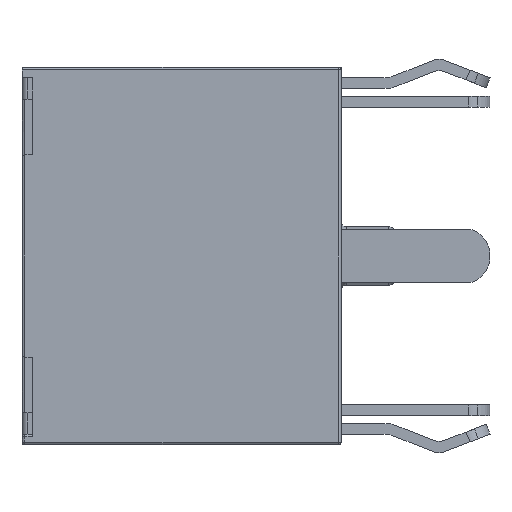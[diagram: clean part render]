
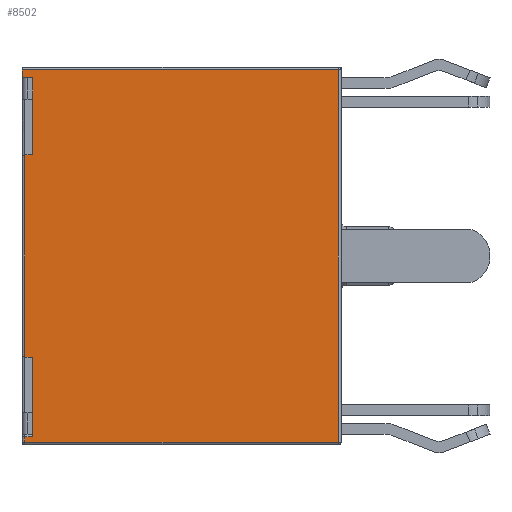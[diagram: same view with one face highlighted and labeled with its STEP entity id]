
A CAD part, left-side view. The second image highlights one B-rep face of the part: STEP entity #8502.
In plain terms, the highlighted planar face has unit normal (-1, 0, 0).
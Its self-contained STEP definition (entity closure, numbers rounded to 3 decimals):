
#66 = CARTESIAN_POINT ( 'NONE',  ( -15.1, -2.95, 3.55 ) ) ;
#127 = DIRECTION ( 'NONE',  ( -1., 0., 0. ) ) ;
#364 = ORIENTED_EDGE ( 'NONE', *, *, #6161, .F. ) ;
#420 = CARTESIAN_POINT ( 'NONE',  ( -15.1, 2.8, -1.903 ) ) ;
#778 = DIRECTION ( 'NONE',  ( 0., 0., 1. ) ) ;
#859 = VECTOR ( 'NONE', #11648, 1000. ) ;
#931 = CARTESIAN_POINT ( 'NONE',  ( -15.1, 0., 0. ) ) ;
#935 = VECTOR ( 'NONE', #10684, 1000. ) ;
#976 = DIRECTION ( 'NONE',  ( 0., 1., 0. ) ) ;
#1073 = CARTESIAN_POINT ( 'NONE',  ( -15.1, 2.95, 1.903 ) ) ;
#1526 = CARTESIAN_POINT ( 'NONE',  ( -15.1, -2.95, -3.5 ) ) ;
#1544 = ORIENTED_EDGE ( 'NONE', *, *, #8490, .T. ) ;
#1575 = CARTESIAN_POINT ( 'NONE',  ( -15.1, -2.95, 3.5 ) ) ;
#1580 = LINE ( 'NONE', #10379, #8675 ) ;
#1744 = DIRECTION ( 'NONE',  ( 0., 1., 0. ) ) ;
#1748 = LINE ( 'NONE', #8396, #9114 ) ;
#1822 = CARTESIAN_POINT ( 'NONE',  ( -15.1, 2.95, -3.5 ) ) ;
#1954 = LINE ( 'NONE', #6557, #2840 ) ;
#1962 = ORIENTED_EDGE ( 'NONE', *, *, #10729, .T. ) ;
#2076 = DIRECTION ( 'NONE',  ( 0., 0., 1. ) ) ;
#2212 = VECTOR ( 'NONE', #4079, 1000. ) ;
#2259 = CARTESIAN_POINT ( 'NONE',  ( -15.1, 2.8, 3.35 ) ) ;
#2340 = LINE ( 'NONE', #7454, #4615 ) ;
#2585 = CARTESIAN_POINT ( 'NONE',  ( -15.1, 3., -3.55 ) ) ;
#2633 = DIRECTION ( 'NONE',  ( 0., 0., -1. ) ) ;
#2743 = VERTEX_POINT ( 'NONE', #7025 ) ;
#2840 = VECTOR ( 'NONE', #778, 1000. ) ;
#2867 = EDGE_CURVE ( 'NONE', #3820, #2743, #3033, .T. ) ;
#2894 = CARTESIAN_POINT ( 'NONE',  ( -15.1, 2.95, -1.903 ) ) ;
#2940 = CARTESIAN_POINT ( 'NONE',  ( -15.1, 3., -3.4 ) ) ;
#3031 = VECTOR ( 'NONE', #4023, 1000. ) ;
#3033 = LINE ( 'NONE', #2585, #5600 ) ;
#3053 = CARTESIAN_POINT ( 'NONE',  ( -15.1, 3., 3.5 ) ) ;
#3096 = DIRECTION ( 'NONE',  ( 0., 1., 0. ) ) ;
#3131 = EDGE_CURVE ( 'NONE', #4281, #10170, #6070, .T. ) ;
#3212 = VERTEX_POINT ( 'NONE', #10611 ) ;
#3257 = VERTEX_POINT ( 'NONE', #4275 ) ;
#3279 = ORIENTED_EDGE ( 'NONE', *, *, #6382, .T. ) ;
#3572 = VERTEX_POINT ( 'NONE', #1822 ) ;
#3575 = DIRECTION ( 'NONE',  ( 0., 0., -1. ) ) ;
#3650 = CARTESIAN_POINT ( 'NONE',  ( -15.1, 3., 3.5 ) ) ;
#3820 = VERTEX_POINT ( 'NONE', #3650 ) ;
#3840 = CARTESIAN_POINT ( 'NONE',  ( -15.1, 2.8, 1.903 ) ) ;
#3854 = EDGE_CURVE ( 'NONE', #9918, #11197, #1954, .T. ) ;
#3923 = PLANE ( 'NONE',  #4807 ) ;
#3958 = VERTEX_POINT ( 'NONE', #1073 ) ;
#4023 = DIRECTION ( 'NONE',  ( 0., -1., 0. ) ) ;
#4036 = EDGE_CURVE ( 'NONE', #10170, #3820, #6920, .T. ) ;
#4079 = DIRECTION ( 'NONE',  ( 0., 0., -1. ) ) ;
#4101 = CARTESIAN_POINT ( 'NONE',  ( -15.1, 2.8, 3.35 ) ) ;
#4275 = CARTESIAN_POINT ( 'NONE',  ( -15.1, 2.8, 3.35 ) ) ;
#4281 = VERTEX_POINT ( 'NONE', #1526 ) ;
#4615 = VECTOR ( 'NONE', #3575, 1000. ) ;
#4807 = AXIS2_PLACEMENT_3D ( 'NONE', #931, #127, #2076 ) ;
#5013 = CARTESIAN_POINT ( 'NONE',  ( -15.1, 2.8, -1.903 ) ) ;
#5554 = EDGE_LOOP ( 'NONE', ( #10009, #3279, #364, #5729, #1544, #1962, #9807, #6148, #7415, #11288, #9086, #10554 ) ) ;
#5600 = VECTOR ( 'NONE', #2633, 1000. ) ;
#5729 = ORIENTED_EDGE ( 'NONE', *, *, #3854, .F. ) ;
#5746 = EDGE_CURVE ( 'NONE', #6815, #3958, #1748, .T. ) ;
#5929 = CARTESIAN_POINT ( 'NONE',  ( -15.1, -3., -3.5 ) ) ;
#6070 = LINE ( 'NONE', #66, #935 ) ;
#6082 = DIRECTION ( 'NONE',  ( 0., 1., 0. ) ) ;
#6148 = ORIENTED_EDGE ( 'NONE', *, *, #3131, .T. ) ;
#6161 = EDGE_CURVE ( 'NONE', #11197, #10832, #9863, .T. ) ;
#6382 = EDGE_CURVE ( 'NONE', #3958, #10832, #2340, .T. ) ;
#6557 = CARTESIAN_POINT ( 'NONE',  ( -15.1, 2.8, -3.35 ) ) ;
#6815 = VERTEX_POINT ( 'NONE', #3840 ) ;
#6920 = LINE ( 'NONE', #3053, #11997 ) ;
#7025 = CARTESIAN_POINT ( 'NONE',  ( -15.1, 3., 3.35 ) ) ;
#7415 = ORIENTED_EDGE ( 'NONE', *, *, #4036, .T. ) ;
#7454 = CARTESIAN_POINT ( 'NONE',  ( -15.1, 2.95, -1.903 ) ) ;
#7787 = VECTOR ( 'NONE', #6082, 1000. ) ;
#7813 = LINE ( 'NONE', #4101, #859 ) ;
#8086 = EDGE_CURVE ( 'NONE', #3572, #4281, #8165, .T. ) ;
#8165 = LINE ( 'NONE', #5929, #3031 ) ;
#8396 = CARTESIAN_POINT ( 'NONE',  ( -15.1, 2.8, 1.903 ) ) ;
#8467 = DIRECTION ( 'NONE',  ( 0., 0., -1. ) ) ;
#8490 = EDGE_CURVE ( 'NONE', #9918, #3212, #9167, .T. ) ;
#8502 = ADVANCED_FACE ( 'NONE', ( #12327 ), #3923, .T. ) ;
#8531 = LINE ( 'NONE', #2259, #2212 ) ;
#8675 = VECTOR ( 'NONE', #8467, 1000. ) ;
#9086 = ORIENTED_EDGE ( 'NONE', *, *, #10339, .F. ) ;
#9114 = VECTOR ( 'NONE', #1744, 1000. ) ;
#9167 = LINE ( 'NONE', #2940, #11708 ) ;
#9440 = CARTESIAN_POINT ( 'NONE',  ( -15.1, 2.8, -3.4 ) ) ;
#9807 = ORIENTED_EDGE ( 'NONE', *, *, #8086, .T. ) ;
#9863 = LINE ( 'NONE', #420, #7787 ) ;
#9918 = VERTEX_POINT ( 'NONE', #9440 ) ;
#9984 = EDGE_CURVE ( 'NONE', #3257, #6815, #8531, .T. ) ;
#10009 = ORIENTED_EDGE ( 'NONE', *, *, #5746, .T. ) ;
#10170 = VERTEX_POINT ( 'NONE', #1575 ) ;
#10339 = EDGE_CURVE ( 'NONE', #3257, #2743, #7813, .T. ) ;
#10379 = CARTESIAN_POINT ( 'NONE',  ( -15.1, 2.95, -3.55 ) ) ;
#10554 = ORIENTED_EDGE ( 'NONE', *, *, #9984, .T. ) ;
#10611 = CARTESIAN_POINT ( 'NONE',  ( -15.1, 2.95, -3.4 ) ) ;
#10684 = DIRECTION ( 'NONE',  ( 0., 0., 1. ) ) ;
#10729 = EDGE_CURVE ( 'NONE', #3212, #3572, #1580, .T. ) ;
#10832 = VERTEX_POINT ( 'NONE', #2894 ) ;
#11197 = VERTEX_POINT ( 'NONE', #5013 ) ;
#11288 = ORIENTED_EDGE ( 'NONE', *, *, #2867, .T. ) ;
#11648 = DIRECTION ( 'NONE',  ( 0., 1., 0. ) ) ;
#11708 = VECTOR ( 'NONE', #976, 1000. ) ;
#11997 = VECTOR ( 'NONE', #3096, 1000. ) ;
#12327 = FACE_OUTER_BOUND ( 'NONE', #5554, .T. ) ;
